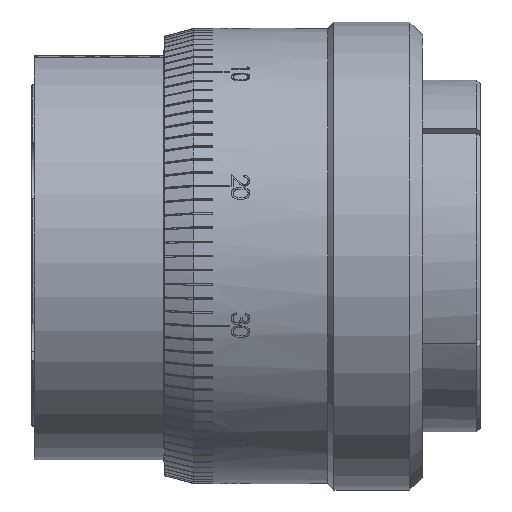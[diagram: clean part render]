
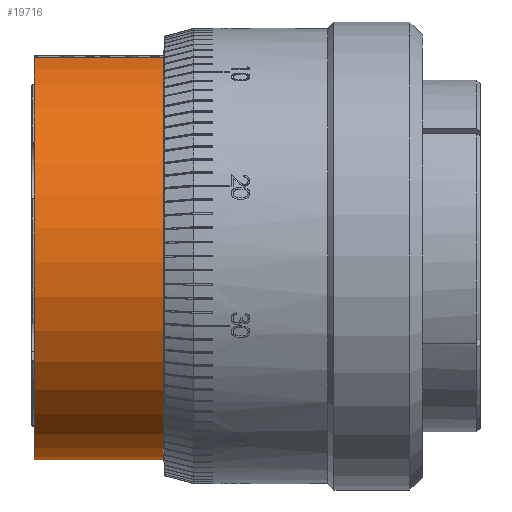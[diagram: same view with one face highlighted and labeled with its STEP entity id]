
A CAD part, left-side view. The second image highlights one B-rep face of the part: STEP entity #19716.
In plain terms, the highlighted cylindrical face has radius 40.132 mm (diameter 80.264 mm), a partial arc.
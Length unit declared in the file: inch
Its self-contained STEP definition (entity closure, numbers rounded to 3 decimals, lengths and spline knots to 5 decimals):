
#3573 = VECTOR ( 'NONE', #12410, 39.37008 ) ;
#3588 = LINE ( 'NONE', #12404, #3573 ) ;
#3649 = VECTOR ( 'NONE', #12514, 39.37008 ) ;
#3662 = EDGE_LOOP ( 'NONE', ( #25516, #25517, #25519, #25520 ) ) ;
#3664 = LINE ( 'NONE', #12512, #3649 ) ;
#3682 = CIRCLE ( 'NONE', #52952, 1.58 ) ;
#3757 = CIRCLE ( 'NONE', #52971, 1.58 ) ;
#7482 = VERTEX_POINT ( 'NONE', #8562 ) ;
#7619 = VERTEX_POINT ( 'NONE', #8780 ) ;
#7691 = VERTEX_POINT ( 'NONE', #8895 ) ;
#7827 = VERTEX_POINT ( 'NONE', #9114 ) ;
#8562 = CARTESIAN_POINT ( 'NONE',  ( -0.00263, -1.01955, -1.58 ) ) ;
#8780 = CARTESIAN_POINT ( 'NONE',  ( -0.37184, -1.01955, 1.53562 ) ) ;
#8895 = CARTESIAN_POINT ( 'NONE',  ( -0.37184, -0.01955, 1.53562 ) ) ;
#9114 = CARTESIAN_POINT ( 'NONE',  ( -0.00263, -0.01955, -1.58 ) ) ;
#12404 = CARTESIAN_POINT ( 'NONE',  ( -0.00263, -1.01955, -1.58 ) ) ;
#12410 = DIRECTION ( 'NONE',  ( 0., 1., 0. ) ) ;
#12512 = CARTESIAN_POINT ( 'NONE',  ( -0.37184, -1.01955, 1.53562 ) ) ;
#12514 = DIRECTION ( 'NONE',  ( 0., 1., 0. ) ) ;
#12515 = CARTESIAN_POINT ( 'NONE',  ( 0., -1.01955, 0. ) ) ;
#12519 = DIRECTION ( 'NONE',  ( 0., 1., 0. ) ) ;
#12521 = DIRECTION ( 'NONE',  ( -0.002, 0., -1. ) ) ;
#12754 = CARTESIAN_POINT ( 'NONE',  ( 0., -0.01955, 0. ) ) ;
#13890 = DIRECTION ( 'NONE',  ( 0., 1., 0. ) ) ;
#13891 = DIRECTION ( 'NONE',  ( -0.002, 0., -1. ) ) ;
#19716 = ADVANCED_FACE ( 'NONE', ( #58248 ), #58249, .T. ) ;
#23945 = EDGE_CURVE ( 'NONE', #7482, #7827, #3588, .T. ) ;
#23970 = EDGE_CURVE ( 'NONE', #7619, #7691, #3664, .T. ) ;
#23971 = EDGE_CURVE ( 'NONE', #7482, #7619, #3682, .T. ) ;
#23997 = EDGE_CURVE ( 'NONE', #7827, #7691, #3757, .T. ) ;
#25516 = ORIENTED_EDGE ( 'NONE', *, *, #23945, .F. ) ;
#25517 = ORIENTED_EDGE ( 'NONE', *, *, #23971, .T. ) ;
#25519 = ORIENTED_EDGE ( 'NONE', *, *, #23970, .T. ) ;
#25520 = ORIENTED_EDGE ( 'NONE', *, *, #23997, .F. ) ;
#52727 = AXIS2_PLACEMENT_3D ( 'NONE', #59423, #59411, #59401 ) ;
#52952 = AXIS2_PLACEMENT_3D ( 'NONE', #12515, #12519, #12521 ) ;
#52971 = AXIS2_PLACEMENT_3D ( 'NONE', #12754, #13890, #13891 ) ;
#58248 = FACE_OUTER_BOUND ( 'NONE', #3662, .T. ) ;
#58249 = CYLINDRICAL_SURFACE ( 'NONE', #52727, 1.58 ) ;
#59401 = DIRECTION ( 'NONE',  ( -0.002, 0., -1. ) ) ;
#59411 = DIRECTION ( 'NONE',  ( 0., 1., 0. ) ) ;
#59423 = CARTESIAN_POINT ( 'NONE',  ( 0., -1.01955, 0. ) ) ;
